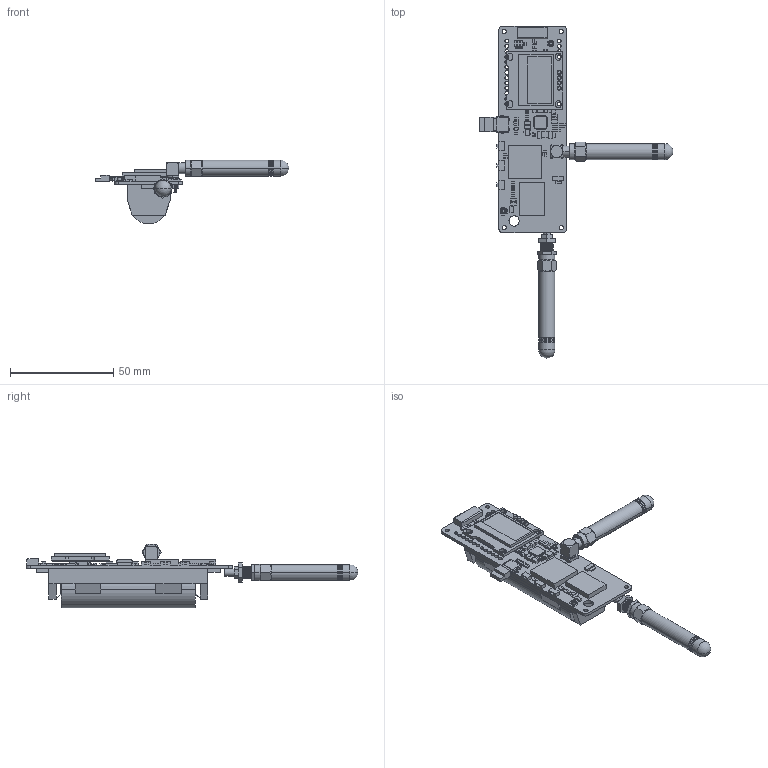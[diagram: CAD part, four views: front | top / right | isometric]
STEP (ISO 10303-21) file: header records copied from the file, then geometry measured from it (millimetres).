
FILE_DESCRIPTION((''),'2;1');
FILE_NAME('T_BEAM_PCB_ASM','2022-09-26T17:16:31',('123456'),(''),'CREO PARAMETRIC BY PTC INC, 2019080','CREO PARAMETRIC BY PTC INC, 2019080','');
FILE_SCHEMA(('AUTOMOTIVE_DESIGN { 1 0 10303 214 1 1 1 1 }'));
Length unit declared in the file: millimetre
Products named in the file (7): T22_GPS_V1-1-PCB; T22_GPS_LCD; TIANXIAN_ZU01_2; MICRO; TIANXIAN-YUNDONG; TIANXIAN-LIUJIAO; T_BEAM_PCB_ASM
Assembly tree (7 placements, depth 2):
  T_BEAM_PCB_ASM
    T22_GPS_V1-1-PCB
    T22_GPS_LCD
    TIANXIAN_ZU01_2  x2
    MICRO
    TIANXIAN-YUNDONG
    TIANXIAN-LIUJIAO
Bounding box: 93.89 x 160.93 x 31 mm (x, y, z)
Volume: 39004.9 mm3; surface area: 22352.5 mm2
Topology: 7 solids, 12 shells, 1495 faces, 3833 edges, 2530 vertices
Faces by surface type: plane 1205, cylinder 221, cone 53, bspline 12, sphere 4
Entity records: 50242 total; most frequent: CARTESIAN_POINT 12448, ORIENTED_EDGE 7478, DIRECTION 7039, EDGE_CURVE 3739, VECTOR 3201, LINE 3201, VERTEX_POINT 2473, AXIS2_PLACEMENT_3D 1919
